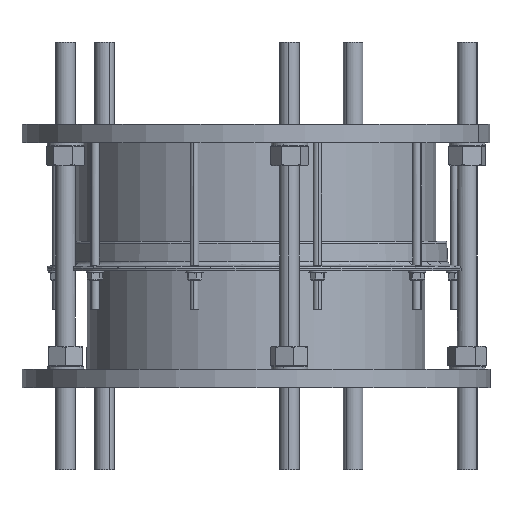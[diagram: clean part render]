
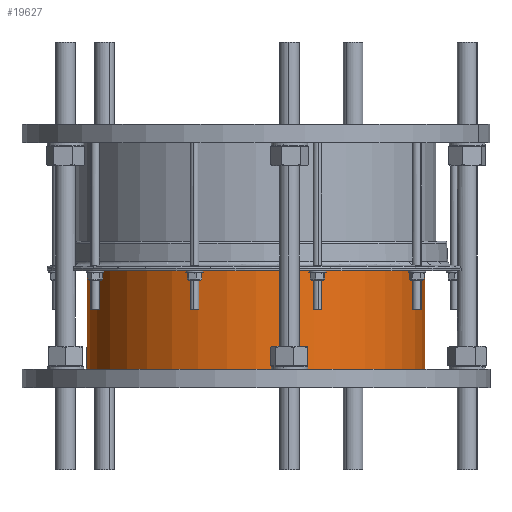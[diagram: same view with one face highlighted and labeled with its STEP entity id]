
A CAD part, front view. The second image highlights one B-rep face of the part: STEP entity #19627.
In plain terms, the highlighted cylindrical face has radius 231 mm (diameter 462 mm), a partial arc.
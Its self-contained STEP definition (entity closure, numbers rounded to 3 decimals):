
#2096 = DIRECTION ( 'NONE',  ( -1., 0., 0. ) ) ;
#2101 = DIRECTION ( 'NONE',  ( 0., 0., -1. ) ) ;
#2104 = CARTESIAN_POINT ( 'NONE',  ( 0., 0., 275. ) ) ;
#3275 = LINE ( 'NONE', #5976, #3278 ) ;
#3278 = VECTOR ( 'NONE', #5922, 1000. ) ;
#3552 = CARTESIAN_POINT ( 'NONE',  ( -231., 0., 25. ) ) ;
#3596 = CARTESIAN_POINT ( 'NONE',  ( 231., 0., 160. ) ) ;
#3610 = CARTESIAN_POINT ( 'NONE',  ( 231., 0., 25. ) ) ;
#3653 = CARTESIAN_POINT ( 'NONE',  ( -231., 0., 160. ) ) ;
#5922 = DIRECTION ( 'NONE',  ( 0., 0., -1. ) ) ;
#5976 = CARTESIAN_POINT ( 'NONE',  ( 231., 0., 275. ) ) ;
#6462 = LINE ( 'NONE', #7408, #6465 ) ;
#6465 = VECTOR ( 'NONE', #7397, 1000. ) ;
#7268 = CIRCLE ( 'NONE', #9928, 231. ) ;
#7323 = CIRCLE ( 'NONE', #9973, 231. ) ;
#7397 = DIRECTION ( 'NONE',  ( 0., 0., -1. ) ) ;
#7408 = CARTESIAN_POINT ( 'NONE',  ( -231., 0., 275. ) ) ;
#9393 = CARTESIAN_POINT ( 'NONE',  ( 0., 0., 160. ) ) ;
#9394 = DIRECTION ( 'NONE',  ( 0., 0., 1. ) ) ;
#9395 = DIRECTION ( 'NONE',  ( 1., 0., 0. ) ) ;
#9802 = CARTESIAN_POINT ( 'NONE',  ( 0., 0., 25. ) ) ;
#9803 = DIRECTION ( 'NONE',  ( 0., 0., 1. ) ) ;
#9804 = DIRECTION ( 'NONE',  ( 1., 0., 0. ) ) ;
#9928 = AXIS2_PLACEMENT_3D ( 'NONE', #9393, #9394, #9395 ) ;
#9973 = AXIS2_PLACEMENT_3D ( 'NONE', #9802, #9803, #9804 ) ;
#10306 = AXIS2_PLACEMENT_3D ( 'NONE', #2104, #2101, #2096 ) ;
#11986 = FACE_OUTER_BOUND ( 'NONE', #14158, .T. ) ;
#12014 = CYLINDRICAL_SURFACE ( 'NONE', #10306, 231. ) ;
#13214 = EDGE_CURVE ( 'NONE', #14195, #14236, #3275, .T. ) ;
#13581 = EDGE_CURVE ( 'NONE', #14350, #14069, #6462, .T. ) ;
#14069 = VERTEX_POINT ( 'NONE', #3552 ) ;
#14158 = EDGE_LOOP ( 'NONE', ( #15327, #15335, #15330, #15334 ) ) ;
#14195 = VERTEX_POINT ( 'NONE', #3596 ) ;
#14236 = VERTEX_POINT ( 'NONE', #3610 ) ;
#14350 = VERTEX_POINT ( 'NONE', #3653 ) ;
#15327 = ORIENTED_EDGE ( 'NONE', *, *, #13214, .F. ) ;
#15330 = ORIENTED_EDGE ( 'NONE', *, *, #13581, .T. ) ;
#15334 = ORIENTED_EDGE ( 'NONE', *, *, #19006, .T. ) ;
#15335 = ORIENTED_EDGE ( 'NONE', *, *, #18942, .F. ) ;
#18942 = EDGE_CURVE ( 'NONE', #14350, #14195, #7268, .T. ) ;
#19006 = EDGE_CURVE ( 'NONE', #14069, #14236, #7323, .T. ) ;
#19627 = ADVANCED_FACE ( 'NONE', ( #11986 ), #12014, .T. ) ;
